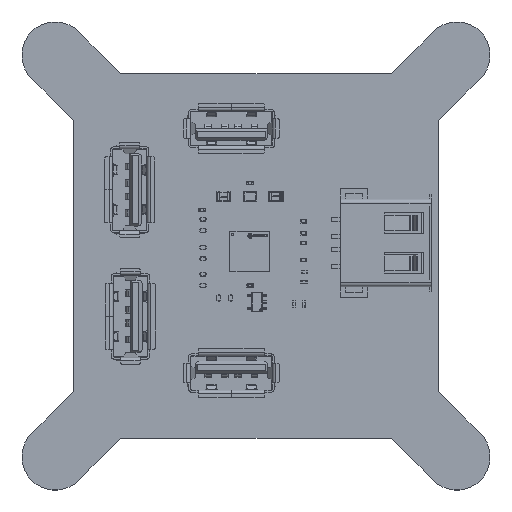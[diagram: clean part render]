
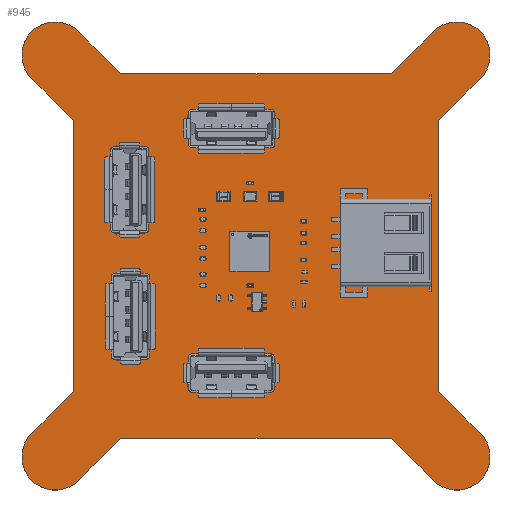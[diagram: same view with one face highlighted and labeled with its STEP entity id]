
A CAD part, top view. The second image highlights one B-rep face of the part: STEP entity #945.
In plain terms, the highlighted planar face has unit normal (0, 0, 1).
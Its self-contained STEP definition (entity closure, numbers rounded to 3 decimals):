
#168 = VERTEX_POINT('',#169);
#169 = CARTESIAN_POINT('',(159.25,46.843,1.59));
#175 = EDGE_CURVE('',#168,#176,#178,.T.);
#176 = VERTEX_POINT('',#177);
#177 = CARTESIAN_POINT('',(166.321,39.772,1.59));
#178 = CIRCLE('',#179,5.);
#179 = AXIS2_PLACEMENT_3D('',#180,#181,#182);
#180 = CARTESIAN_POINT('',(162.785,43.307,1.59));
#181 = DIRECTION('',(0.,0.,1.));
#182 = DIRECTION('',(-0.707,0.707,0.));
#208 = EDGE_CURVE('',#176,#209,#211,.T.);
#209 = VERTEX_POINT('',#210);
#210 = CARTESIAN_POINT('',(169.15,42.6,1.59));
#211 = LINE('',#212,#213);
#212 = CARTESIAN_POINT('',(166.321,39.772,1.59));
#213 = VECTOR('',#214,1.);
#214 = DIRECTION('',(0.707,0.707,0.));
#239 = EDGE_CURVE('',#209,#240,#242,.T.);
#240 = VERTEX_POINT('',#241);
#241 = CARTESIAN_POINT('',(172.685,46.136,1.59));
#242 = LINE('',#243,#244);
#243 = CARTESIAN_POINT('',(169.15,42.6,1.59));
#244 = VECTOR('',#245,1.);
#245 = DIRECTION('',(0.707,0.707,0.));
#270 = EDGE_CURVE('',#240,#271,#273,.T.);
#271 = VERTEX_POINT('',#272);
#272 = CARTESIAN_POINT('',(213.543,46.136,1.59));
#273 = LINE('',#274,#275);
#274 = CARTESIAN_POINT('',(172.685,46.136,1.59));
#275 = VECTOR('',#276,1.);
#276 = DIRECTION('',(1.,0.,0.));
#301 = EDGE_CURVE('',#271,#302,#304,.T.);
#302 = VERTEX_POINT('',#303);
#303 = CARTESIAN_POINT('',(217.078,42.6,1.59));
#304 = LINE('',#305,#306);
#305 = CARTESIAN_POINT('',(213.543,46.136,1.59));
#306 = VECTOR('',#307,1.);
#307 = DIRECTION('',(0.707,-0.707,0.));
#332 = EDGE_CURVE('',#302,#333,#335,.T.);
#333 = VERTEX_POINT('',#334);
#334 = CARTESIAN_POINT('',(219.907,39.772,1.59));
#335 = LINE('',#336,#337);
#336 = CARTESIAN_POINT('',(217.078,42.6,1.59));
#337 = VECTOR('',#338,1.);
#338 = DIRECTION('',(0.707,-0.707,0.));
#363 = EDGE_CURVE('',#333,#364,#366,.T.);
#364 = VERTEX_POINT('',#365);
#365 = CARTESIAN_POINT('',(226.978,46.843,1.59));
#366 = CIRCLE('',#367,5.);
#367 = AXIS2_PLACEMENT_3D('',#368,#369,#370);
#368 = CARTESIAN_POINT('',(223.442,43.307,1.59));
#369 = DIRECTION('',(0.,0.,1.));
#370 = DIRECTION('',(-0.707,-0.707,0.));
#396 = EDGE_CURVE('',#364,#397,#399,.T.);
#397 = VERTEX_POINT('',#398);
#398 = CARTESIAN_POINT('',(224.15,49.671,1.59));
#399 = LINE('',#400,#401);
#400 = CARTESIAN_POINT('',(226.978,46.843,1.59));
#401 = VECTOR('',#402,1.);
#402 = DIRECTION('',(-0.707,0.707,0.));
#427 = EDGE_CURVE('',#397,#428,#430,.T.);
#428 = VERTEX_POINT('',#429);
#429 = CARTESIAN_POINT('',(220.614,53.207,1.59));
#430 = LINE('',#431,#432);
#431 = CARTESIAN_POINT('',(224.15,49.671,1.59));
#432 = VECTOR('',#433,1.);
#433 = DIRECTION('',(-0.707,0.707,0.));
#458 = EDGE_CURVE('',#428,#459,#461,.T.);
#459 = VERTEX_POINT('',#460);
#460 = CARTESIAN_POINT('',(220.614,94.065,1.59));
#461 = LINE('',#462,#463);
#462 = CARTESIAN_POINT('',(220.614,53.207,1.59));
#463 = VECTOR('',#464,1.);
#464 = DIRECTION('',(0.,1.,0.));
#489 = EDGE_CURVE('',#459,#490,#492,.T.);
#490 = VERTEX_POINT('',#491);
#491 = CARTESIAN_POINT('',(224.15,97.6,1.59));
#492 = LINE('',#493,#494);
#493 = CARTESIAN_POINT('',(220.614,94.065,1.59));
#494 = VECTOR('',#495,1.);
#495 = DIRECTION('',(0.707,0.707,0.));
#520 = EDGE_CURVE('',#490,#521,#523,.T.);
#521 = VERTEX_POINT('',#522);
#522 = CARTESIAN_POINT('',(226.978,100.429,1.59));
#523 = LINE('',#524,#525);
#524 = CARTESIAN_POINT('',(224.15,97.6,1.59));
#525 = VECTOR('',#526,1.);
#526 = DIRECTION('',(0.707,0.707,0.));
#551 = EDGE_CURVE('',#521,#552,#554,.T.);
#552 = VERTEX_POINT('',#553);
#553 = CARTESIAN_POINT('',(219.907,107.5,1.59));
#554 = CIRCLE('',#555,5.);
#555 = AXIS2_PLACEMENT_3D('',#556,#557,#558);
#556 = CARTESIAN_POINT('',(223.442,103.965,1.59));
#557 = DIRECTION('',(0.,0.,1.));
#558 = DIRECTION('',(0.707,-0.707,0.));
#584 = EDGE_CURVE('',#552,#585,#587,.T.);
#585 = VERTEX_POINT('',#586);
#586 = CARTESIAN_POINT('',(217.078,104.671,1.59));
#587 = LINE('',#588,#589);
#588 = CARTESIAN_POINT('',(219.907,107.5,1.59));
#589 = VECTOR('',#590,1.);
#590 = DIRECTION('',(-0.707,-0.707,0.));
#615 = EDGE_CURVE('',#585,#616,#618,.T.);
#616 = VERTEX_POINT('',#617);
#617 = CARTESIAN_POINT('',(213.543,101.136,1.59));
#618 = LINE('',#619,#620);
#619 = CARTESIAN_POINT('',(217.078,104.671,1.59));
#620 = VECTOR('',#621,1.);
#621 = DIRECTION('',(-0.707,-0.707,0.));
#646 = EDGE_CURVE('',#616,#647,#649,.T.);
#647 = VERTEX_POINT('',#648);
#648 = CARTESIAN_POINT('',(172.685,101.136,1.59));
#649 = LINE('',#650,#651);
#650 = CARTESIAN_POINT('',(213.543,101.136,1.59));
#651 = VECTOR('',#652,1.);
#652 = DIRECTION('',(-1.,0.,0.));
#677 = EDGE_CURVE('',#647,#678,#680,.T.);
#678 = VERTEX_POINT('',#679);
#679 = CARTESIAN_POINT('',(169.15,104.671,1.59));
#680 = LINE('',#681,#682);
#681 = CARTESIAN_POINT('',(172.685,101.136,1.59));
#682 = VECTOR('',#683,1.);
#683 = DIRECTION('',(-0.707,0.707,0.));
#708 = EDGE_CURVE('',#678,#709,#711,.T.);
#709 = VERTEX_POINT('',#710);
#710 = CARTESIAN_POINT('',(166.321,107.5,1.59));
#711 = LINE('',#712,#713);
#712 = CARTESIAN_POINT('',(169.15,104.671,1.59));
#713 = VECTOR('',#714,1.);
#714 = DIRECTION('',(-0.707,0.707,0.));
#739 = EDGE_CURVE('',#709,#740,#742,.T.);
#740 = VERTEX_POINT('',#741);
#741 = CARTESIAN_POINT('',(159.25,100.429,1.59));
#742 = CIRCLE('',#743,5.);
#743 = AXIS2_PLACEMENT_3D('',#744,#745,#746);
#744 = CARTESIAN_POINT('',(162.785,103.965,1.59));
#745 = DIRECTION('',(0.,0.,1.));
#746 = DIRECTION('',(0.707,0.707,0.));
#772 = EDGE_CURVE('',#740,#773,#775,.T.);
#773 = VERTEX_POINT('',#774);
#774 = CARTESIAN_POINT('',(162.078,97.6,1.59));
#775 = LINE('',#776,#777);
#776 = CARTESIAN_POINT('',(159.25,100.429,1.59));
#777 = VECTOR('',#778,1.);
#778 = DIRECTION('',(0.707,-0.707,0.));
#803 = EDGE_CURVE('',#773,#804,#806,.T.);
#804 = VERTEX_POINT('',#805);
#805 = CARTESIAN_POINT('',(165.614,94.065,1.59));
#806 = LINE('',#807,#808);
#807 = CARTESIAN_POINT('',(162.078,97.6,1.59));
#808 = VECTOR('',#809,1.);
#809 = DIRECTION('',(0.707,-0.707,0.));
#834 = EDGE_CURVE('',#804,#835,#837,.T.);
#835 = VERTEX_POINT('',#836);
#836 = CARTESIAN_POINT('',(165.614,53.207,1.59));
#837 = LINE('',#838,#839);
#838 = CARTESIAN_POINT('',(165.614,94.065,1.59));
#839 = VECTOR('',#840,1.);
#840 = DIRECTION('',(0.,-1.,0.));
#865 = EDGE_CURVE('',#835,#866,#868,.T.);
#866 = VERTEX_POINT('',#867);
#867 = CARTESIAN_POINT('',(162.078,49.671,1.59));
#868 = LINE('',#869,#870);
#869 = CARTESIAN_POINT('',(165.614,53.207,1.59));
#870 = VECTOR('',#871,1.);
#871 = DIRECTION('',(-0.707,-0.707,0.));
#896 = EDGE_CURVE('',#866,#168,#897,.T.);
#897 = LINE('',#898,#899);
#898 = CARTESIAN_POINT('',(162.078,49.671,1.59));
#899 = VECTOR('',#900,1.);
#900 = DIRECTION('',(-0.707,-0.707,0.));
#945 = ADVANCED_FACE('',(#946),#972,.F.);
#946 = FACE_BOUND('',#947,.T.);
#947 = EDGE_LOOP('',(#948,#949,#950,#951,#952,#953,#954,#955,#956,#957,
    #958,#959,#960,#961,#962,#963,#964,#965,#966,#967,#968,#969,#970,
    #971));
#948 = ORIENTED_EDGE('',*,*,#175,.T.);
#949 = ORIENTED_EDGE('',*,*,#208,.T.);
#950 = ORIENTED_EDGE('',*,*,#239,.T.);
#951 = ORIENTED_EDGE('',*,*,#270,.T.);
#952 = ORIENTED_EDGE('',*,*,#301,.T.);
#953 = ORIENTED_EDGE('',*,*,#332,.T.);
#954 = ORIENTED_EDGE('',*,*,#363,.T.);
#955 = ORIENTED_EDGE('',*,*,#396,.T.);
#956 = ORIENTED_EDGE('',*,*,#427,.T.);
#957 = ORIENTED_EDGE('',*,*,#458,.T.);
#958 = ORIENTED_EDGE('',*,*,#489,.T.);
#959 = ORIENTED_EDGE('',*,*,#520,.T.);
#960 = ORIENTED_EDGE('',*,*,#551,.T.);
#961 = ORIENTED_EDGE('',*,*,#584,.T.);
#962 = ORIENTED_EDGE('',*,*,#615,.T.);
#963 = ORIENTED_EDGE('',*,*,#646,.T.);
#964 = ORIENTED_EDGE('',*,*,#677,.T.);
#965 = ORIENTED_EDGE('',*,*,#708,.T.);
#966 = ORIENTED_EDGE('',*,*,#739,.T.);
#967 = ORIENTED_EDGE('',*,*,#772,.T.);
#968 = ORIENTED_EDGE('',*,*,#803,.T.);
#969 = ORIENTED_EDGE('',*,*,#834,.T.);
#970 = ORIENTED_EDGE('',*,*,#865,.T.);
#971 = ORIENTED_EDGE('',*,*,#896,.T.);
#972 = PLANE('',#973);
#973 = AXIS2_PLACEMENT_3D('',#974,#975,#976);
#974 = CARTESIAN_POINT('',(159.25,46.843,1.59));
#975 = DIRECTION('',(0.,0.,-1.));
#976 = DIRECTION('',(-1.,0.,0.));
